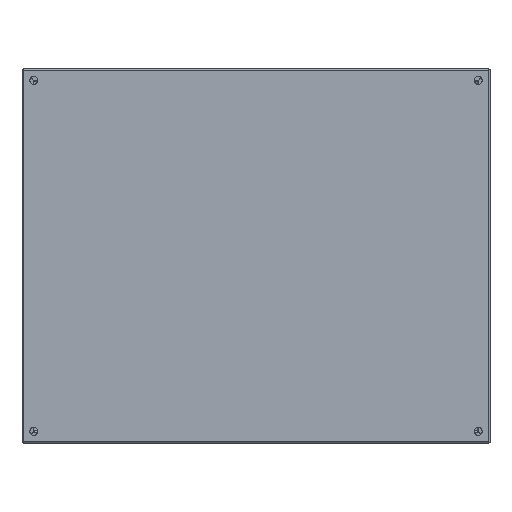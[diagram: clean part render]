
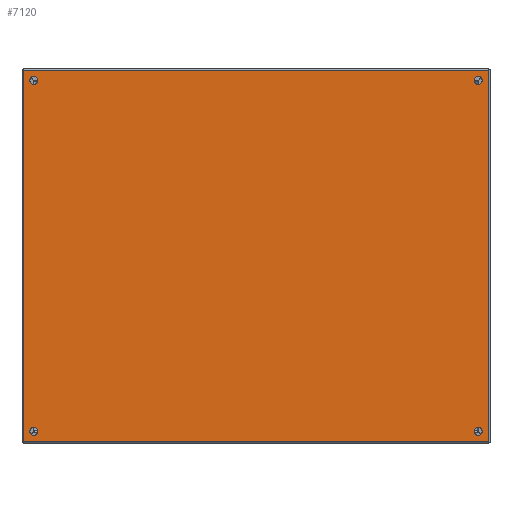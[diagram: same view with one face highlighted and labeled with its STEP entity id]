
A CAD part, top view. The second image highlights one B-rep face of the part: STEP entity #7120.
In plain terms, the highlighted face is planar.
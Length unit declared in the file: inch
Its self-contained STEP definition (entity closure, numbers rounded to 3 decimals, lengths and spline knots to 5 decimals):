
#185 = CARTESIAN_POINT ( 'NONE',  ( 0., 0.072, -11.892 ) ) ;
#318 = CIRCLE ( 'NONE', #41165, 0.25 ) ;
#926 = AXIS2_PLACEMENT_3D ( 'NONE', #6860, #20133, #40002 ) ;
#1692 = EDGE_CURVE ( 'NONE', #23907, #39331, #15591, .T. ) ;
#1781 = DIRECTION ( 'NONE',  ( 1., 0., 0. ) ) ;
#2699 = ORIENTED_EDGE ( 'NONE', *, *, #33850, .T. ) ;
#2916 = DIRECTION ( 'NONE',  ( 0., -1., 0. ) ) ;
#3315 = CARTESIAN_POINT ( 'NONE',  ( 0., 0.75, -11.25 ) ) ;
#3583 = PLANE ( 'NONE',  #36413 ) ;
#3592 = CARTESIAN_POINT ( 'NONE',  ( 0., 29., 11.25 ) ) ;
#3804 = FACE_BOUND ( 'NONE', #8980, .T. ) ;
#3938 = EDGE_CURVE ( 'NONE', #6345, #11428, #5309, .T. ) ;
#4029 = FACE_BOUND ( 'NONE', #37261, .T. ) ;
#5309 = CIRCLE ( 'NONE', #13821, 0.25 ) ;
#5477 = EDGE_CURVE ( 'NONE', #31263, #29943, #7679, .T. ) ;
#6345 = VERTEX_POINT ( 'NONE', #40863 ) ;
#6499 = DIRECTION ( 'NONE',  ( 1., 0., 0. ) ) ;
#6860 = CARTESIAN_POINT ( 'NONE',  ( 0., 29.25, 11.25 ) ) ;
#6958 = DIRECTION ( 'NONE',  ( 1., 0., 0. ) ) ;
#7022 = DIRECTION ( 'NONE',  ( 0., 0., 1. ) ) ;
#7120 = ADVANCED_FACE ( 'NONE', ( #7569, #33686, #3804, #4029, #17740 ), #3583, .F. ) ;
#7496 = DIRECTION ( 'NONE',  ( 0., -1., 0. ) ) ;
#7569 = FACE_OUTER_BOUND ( 'NONE', #33116, .T. ) ;
#7679 = LINE ( 'NONE', #24673, #10535 ) ;
#8172 = ORIENTED_EDGE ( 'NONE', *, *, #11287, .T. ) ;
#8433 = CARTESIAN_POINT ( 'NONE',  ( 0., 0.072, 11.928 ) ) ;
#8980 = EDGE_LOOP ( 'NONE', ( #27871, #8172 ) ) ;
#9131 = DIRECTION ( 'NONE',  ( 0., 0., -1. ) ) ;
#9228 = CARTESIAN_POINT ( 'NONE',  ( 0., 0.75, -11.25 ) ) ;
#9336 = ORIENTED_EDGE ( 'NONE', *, *, #36356, .T. ) ;
#10535 = VECTOR ( 'NONE', #7022, 39.37008 ) ;
#11266 = AXIS2_PLACEMENT_3D ( 'NONE', #27001, #30347, #17061 ) ;
#11287 = EDGE_CURVE ( 'NONE', #39331, #23907, #39534, .T. ) ;
#11294 = ORIENTED_EDGE ( 'NONE', *, *, #39866, .T. ) ;
#11333 = AXIS2_PLACEMENT_3D ( 'NONE', #26168, #6499, #19572 ) ;
#11384 = CARTESIAN_POINT ( 'NONE',  ( 0., 29.5, 11.25 ) ) ;
#11428 = VERTEX_POINT ( 'NONE', #14235 ) ;
#12882 = LINE ( 'NONE', #29052, #20196 ) ;
#13821 = AXIS2_PLACEMENT_3D ( 'NONE', #3315, #17469, #7496 ) ;
#14235 = CARTESIAN_POINT ( 'NONE',  ( 0., 0.5, -11.25 ) ) ;
#14527 = DIRECTION ( 'NONE',  ( 0., 1., 0. ) ) ;
#15077 = DIRECTION ( 'NONE',  ( 0., -1., 0. ) ) ;
#15100 = LINE ( 'NONE', #21955, #23167 ) ;
#15267 = CIRCLE ( 'NONE', #39936, 0.25 ) ;
#15591 = CIRCLE ( 'NONE', #40276, 0.25 ) ;
#15926 = EDGE_CURVE ( 'NONE', #31263, #34785, #31121, .T. ) ;
#16168 = EDGE_CURVE ( 'NONE', #41823, #26880, #37726, .T. ) ;
#16877 = CARTESIAN_POINT ( 'NONE',  ( 0., 0.5, 11.25 ) ) ;
#17061 = DIRECTION ( 'NONE',  ( 0., -1., 0. ) ) ;
#17113 = VERTEX_POINT ( 'NONE', #3592 ) ;
#17469 = DIRECTION ( 'NONE',  ( 1., 0., 0. ) ) ;
#17740 = FACE_BOUND ( 'NONE', #25793, .T. ) ;
#18091 = CARTESIAN_POINT ( 'NONE',  ( 0., 29.928, -11.892 ) ) ;
#18443 = EDGE_CURVE ( 'NONE', #25344, #17113, #15267, .T. ) ;
#19572 = DIRECTION ( 'NONE',  ( 0., -1., 0. ) ) ;
#19717 = ORIENTED_EDGE ( 'NONE', *, *, #18443, .T. ) ;
#19951 = CIRCLE ( 'NONE', #926, 0.25 ) ;
#20133 = DIRECTION ( 'NONE',  ( 1., 0., 0. ) ) ;
#20196 = VECTOR ( 'NONE', #9131, 39.37008 ) ;
#20575 = ORIENTED_EDGE ( 'NONE', *, *, #38292, .F. ) ;
#20784 = CARTESIAN_POINT ( 'NONE',  ( 0., 29.928, -11.892 ) ) ;
#21955 = CARTESIAN_POINT ( 'NONE',  ( 0., 0.072, 11.892 ) ) ;
#22162 = ORIENTED_EDGE ( 'NONE', *, *, #5477, .T. ) ;
#22312 = DIRECTION ( 'NONE',  ( 0., -1., 0. ) ) ;
#23167 = VECTOR ( 'NONE', #42241, 39.37008 ) ;
#23554 = CARTESIAN_POINT ( 'NONE',  ( 0., 0.75, 11.25 ) ) ;
#23907 = VERTEX_POINT ( 'NONE', #31257 ) ;
#24673 = CARTESIAN_POINT ( 'NONE',  ( 0., 0.072, 11.928 ) ) ;
#24898 = CARTESIAN_POINT ( 'NONE',  ( 0., 0.072, 11.892 ) ) ;
#25344 = VERTEX_POINT ( 'NONE', #11384 ) ;
#25793 = EDGE_LOOP ( 'NONE', ( #2699, #19717 ) ) ;
#26168 = CARTESIAN_POINT ( 'NONE',  ( 0., 29.25, -11.25 ) ) ;
#26880 = VERTEX_POINT ( 'NONE', #16877 ) ;
#27001 = CARTESIAN_POINT ( 'NONE',  ( 0., 0.75, 11.25 ) ) ;
#27308 = EDGE_CURVE ( 'NONE', #11428, #6345, #318, .T. ) ;
#27411 = ORIENTED_EDGE ( 'NONE', *, *, #3938, .T. ) ;
#27871 = ORIENTED_EDGE ( 'NONE', *, *, #1692, .T. ) ;
#28793 = DIRECTION ( 'NONE',  ( 1., 0., 0. ) ) ;
#29052 = CARTESIAN_POINT ( 'NONE',  ( 0., 29.928, -11.928 ) ) ;
#29855 = CARTESIAN_POINT ( 'NONE',  ( 0., 29.5, -11.25 ) ) ;
#29943 = VERTEX_POINT ( 'NONE', #24898 ) ;
#30347 = DIRECTION ( 'NONE',  ( 1., 0., 0. ) ) ;
#31121 = LINE ( 'NONE', #18091, #38390 ) ;
#31257 = CARTESIAN_POINT ( 'NONE',  ( 0., 29., -11.25 ) ) ;
#31263 = VERTEX_POINT ( 'NONE', #185 ) ;
#31948 = VERTEX_POINT ( 'NONE', #36237 ) ;
#32105 = AXIS2_PLACEMENT_3D ( 'NONE', #23554, #6958, #37031 ) ;
#33116 = EDGE_LOOP ( 'NONE', ( #20575, #9336, #39598, #22162 ) ) ;
#33685 = ORIENTED_EDGE ( 'NONE', *, *, #27308, .T. ) ;
#33686 = FACE_BOUND ( 'NONE', #42843, .T. ) ;
#33850 = EDGE_CURVE ( 'NONE', #17113, #25344, #19951, .T. ) ;
#34375 = CARTESIAN_POINT ( 'NONE',  ( 0., 1., 11.25 ) ) ;
#34785 = VERTEX_POINT ( 'NONE', #20784 ) ;
#35334 = DIRECTION ( 'NONE',  ( 1., 0., 0. ) ) ;
#35876 = ORIENTED_EDGE ( 'NONE', *, *, #16168, .T. ) ;
#36237 = CARTESIAN_POINT ( 'NONE',  ( 0., 29.928, 11.892 ) ) ;
#36356 = EDGE_CURVE ( 'NONE', #31948, #34785, #12882, .T. ) ;
#36413 = AXIS2_PLACEMENT_3D ( 'NONE', #8433, #28793, #15077 ) ;
#37031 = DIRECTION ( 'NONE',  ( 0., -1., 0. ) ) ;
#37261 = EDGE_LOOP ( 'NONE', ( #11294, #35876 ) ) ;
#37726 = CIRCLE ( 'NONE', #32105, 0.25 ) ;
#38292 = EDGE_CURVE ( 'NONE', #31948, #29943, #15100, .T. ) ;
#38390 = VECTOR ( 'NONE', #14527, 39.37008 ) ;
#38842 = DIRECTION ( 'NONE',  ( 0., -1., 0. ) ) ;
#39331 = VERTEX_POINT ( 'NONE', #29855 ) ;
#39534 = CIRCLE ( 'NONE', #11333, 0.25 ) ;
#39598 = ORIENTED_EDGE ( 'NONE', *, *, #15926, .F. ) ;
#39866 = EDGE_CURVE ( 'NONE', #26880, #41823, #41584, .T. ) ;
#39936 = AXIS2_PLACEMENT_3D ( 'NONE', #42378, #1781, #22312 ) ;
#40002 = DIRECTION ( 'NONE',  ( 0., -1., 0. ) ) ;
#40276 = AXIS2_PLACEMENT_3D ( 'NONE', #41856, #43155, #2916 ) ;
#40863 = CARTESIAN_POINT ( 'NONE',  ( 0., 1., -11.25 ) ) ;
#41165 = AXIS2_PLACEMENT_3D ( 'NONE', #9228, #35334, #38842 ) ;
#41584 = CIRCLE ( 'NONE', #11266, 0.25 ) ;
#41823 = VERTEX_POINT ( 'NONE', #34375 ) ;
#41856 = CARTESIAN_POINT ( 'NONE',  ( 0., 29.25, -11.25 ) ) ;
#42241 = DIRECTION ( 'NONE',  ( 0., -1., 0. ) ) ;
#42378 = CARTESIAN_POINT ( 'NONE',  ( 0., 29.25, 11.25 ) ) ;
#42843 = EDGE_LOOP ( 'NONE', ( #33685, #27411 ) ) ;
#43155 = DIRECTION ( 'NONE',  ( 1., 0., 0. ) ) ;
